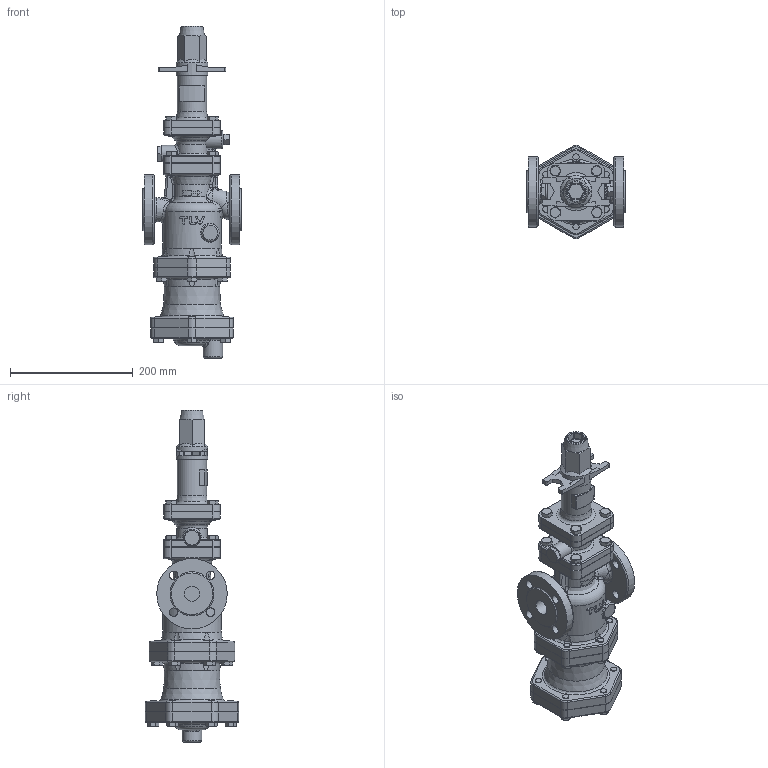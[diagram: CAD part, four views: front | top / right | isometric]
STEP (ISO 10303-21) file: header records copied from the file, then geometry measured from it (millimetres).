
FILE_DESCRIPTION((''),'2;1');
FILE_NAME('cos21-025-e0025-00.stp','2009-08-27T13:29:13',('nakaot'),(''),'Autodesk Inventor 2008','Autodesk Inventor 2008','');
FILE_SCHEMA(('AUTOMOTIVE_DESIGN { 1 0 10303 214 1 1 1 1 }'));
Length unit declared in the file: millimetre
Products named in the file (1): cos21-025-e0025-00
Bounding box: 160 x 152.01 x 542 mm (x, y, z)
Volume: 3518447 mm3; surface area: 345200.3 mm2
Topology: 1 solids, 1 shells, 993 faces, 2389 edges, 1467 vertices
Faces by surface type: plane 341, cylinder 218, bspline 213, cone 159, torus 58, sphere 4
Full cylindrical faces by diameter (mm): 10 x40, 25 x2, 27 x1, 30 x1, 32 x1, 48 x1, 52 x1, 62.069 x1, 70 x1, 90 x2, 96 x1, 115 x2
Entity records: 50914 total; most frequent: CARTESIAN_POINT 30070, ORIENTED_EDGE 4460, DIRECTION 4003, EDGE_CURVE 2230, AXIS2_PLACEMENT_3D 1631, VERTEX_POINT 1427, EDGE_LOOP 1237, FACE_OUTER_BOUND 993
